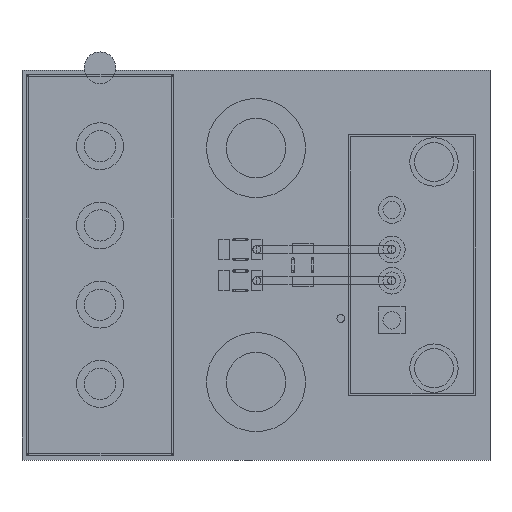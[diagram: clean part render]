
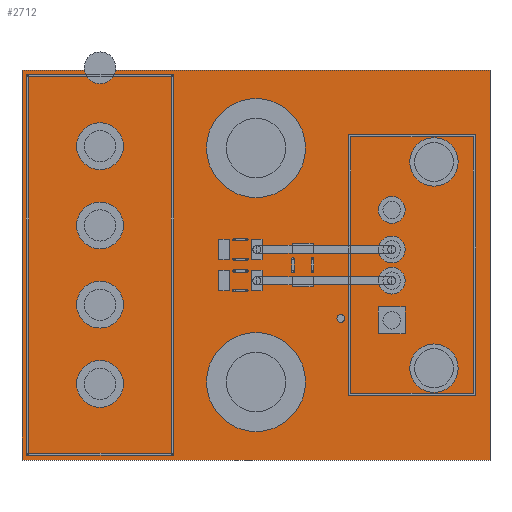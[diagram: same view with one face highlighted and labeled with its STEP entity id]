
A CAD part, top view. The second image highlights one B-rep face of the part: STEP entity #2712.
In plain terms, the highlighted planar face has unit normal (0, 0, 1).
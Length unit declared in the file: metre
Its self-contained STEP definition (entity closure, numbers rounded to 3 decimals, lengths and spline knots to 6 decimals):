
#2374 = EDGE_CURVE( '', #4289, #4290, #4291, .T. );
#2500 = EDGE_CURVE( '', #4498, #4289, #4499, .T. );
#2712 = ADVANCED_FACE( '', ( #4828 ), #4829, .F. );
#2772 = EDGE_CURVE( '', #4831, #4498, #4920, .T. );
#2902 = EDGE_CURVE( '', #4290, #4831, #5114, .T. );
#4289 = VERTEX_POINT( '', #6445 );
#4290 = VERTEX_POINT( '', #6446 );
#4291 = LINE( '', #6447, #6448 );
#4498 = VERTEX_POINT( '', #6724 );
#4499 = LINE( '', #6725, #6726 );
#4828 = FACE_OUTER_BOUND( '', #7162, .T. );
#4829 = PLANE( '', #7163 );
#4831 = VERTEX_POINT( '', #7166 );
#4920 = LINE( '', #7290, #7291 );
#5114 = LINE( '', #7546, #7547 );
#6445 = CARTESIAN_POINT( '', ( 0., 0.025, -0.000035 ) );
#6446 = CARTESIAN_POINT( '', ( 0., 0., -0.000035 ) );
#6447 = CARTESIAN_POINT( '', ( 0., 0.025, -0.000035 ) );
#6448 = VECTOR( '', #9193, 1. );
#6724 = CARTESIAN_POINT( '', ( 0.03, 0.025, -0.000035 ) );
#6725 = CARTESIAN_POINT( '', ( 0.03, 0.025, -0.000035 ) );
#6726 = VECTOR( '', #9406, 1. );
#7162 = EDGE_LOOP( '', ( #9787, #9788, #9789, #9790 ) );
#7163 = AXIS2_PLACEMENT_3D( '', #9791, #9792, #9793 );
#7166 = CARTESIAN_POINT( '', ( 0.03, 0., -0.000035 ) );
#7290 = CARTESIAN_POINT( '', ( 0.03, 0., -0.000035 ) );
#7291 = VECTOR( '', #9879, 1. );
#7546 = CARTESIAN_POINT( '', ( 0., 0., -0.000035 ) );
#7547 = VECTOR( '', #10138, 1. );
#9193 = DIRECTION( '', ( 0., -1., 0. ) );
#9406 = DIRECTION( '', ( -1., 0., 0. ) );
#9787 = ORIENTED_EDGE( '', *, *, #2902, .T. );
#9788 = ORIENTED_EDGE( '', *, *, #2772, .T. );
#9789 = ORIENTED_EDGE( '', *, *, #2500, .T. );
#9790 = ORIENTED_EDGE( '', *, *, #2374, .T. );
#9791 = CARTESIAN_POINT( '', ( 0., 0., -0.000035 ) );
#9792 = DIRECTION( '', ( 0., 0., -1. ) );
#9793 = DIRECTION( '', ( 0., -1., 0. ) );
#9879 = DIRECTION( '', ( 0., 1., 0. ) );
#10138 = DIRECTION( '', ( 1., 0., 0. ) );
